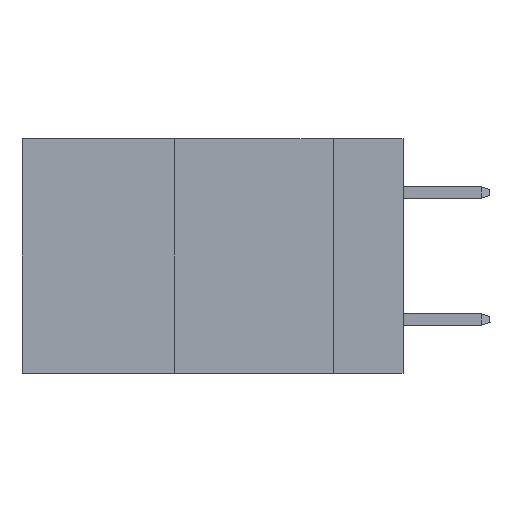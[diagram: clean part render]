
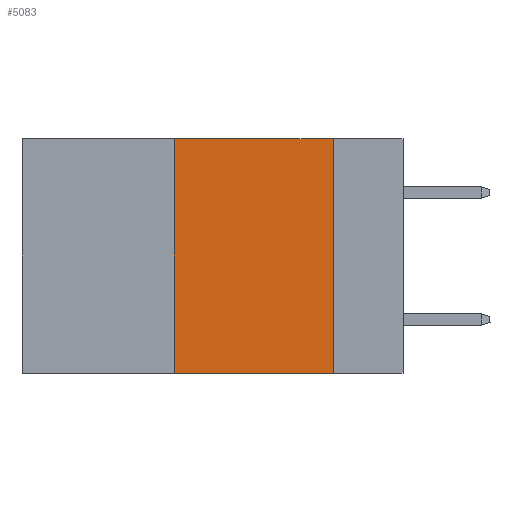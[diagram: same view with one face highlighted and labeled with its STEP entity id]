
A CAD part, left-side view. The second image highlights one B-rep face of the part: STEP entity #5083.
In plain terms, the highlighted planar face has unit normal (-1, 0, 0).
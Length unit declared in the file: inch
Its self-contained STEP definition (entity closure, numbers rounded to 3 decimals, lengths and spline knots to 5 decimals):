
#26 = CARTESIAN_POINT ( 'NONE',  ( 0., 0.11, 0. ) ) ;
#454 = DIRECTION ( 'NONE',  ( 0., 0., 1. ) ) ;
#842 = CARTESIAN_POINT ( 'NONE',  ( 0., 0.36, 0. ) ) ;
#2210 = ORIENTED_EDGE ( 'NONE', *, *, #5484, .F. ) ;
#2276 = CARTESIAN_POINT ( 'NONE',  ( 0., 0.11, 0. ) ) ;
#3209 = DIRECTION ( 'NONE',  ( 0., -1., 0. ) ) ;
#3405 = VECTOR ( 'NONE', #3209, 39.37008 ) ;
#3715 = LINE ( 'NONE', #26, #3734 ) ;
#3734 = VECTOR ( 'NONE', #8506, 39.37008 ) ;
#3865 = CARTESIAN_POINT ( 'NONE',  ( 0., 0.6, 0. ) ) ;
#4078 = EDGE_CURVE ( 'NONE', #14397, #13377, #9083, .T. ) ;
#4908 = EDGE_CURVE ( 'NONE', #14397, #11820, #9943, .T. ) ;
#5045 = LINE ( 'NONE', #3865, #6441 ) ;
#5083 = ADVANCED_FACE ( 'NONE', ( #10943 ), #8359, .F. ) ;
#5484 = EDGE_CURVE ( 'NONE', #10074, #13377, #3715, .T. ) ;
#6441 = VECTOR ( 'NONE', #8816, 39.37008 ) ;
#6670 = CARTESIAN_POINT ( 'NONE',  ( 0., 0.36, -0.37 ) ) ;
#7188 = CARTESIAN_POINT ( 'NONE',  ( 0., 0.6, 0. ) ) ;
#7364 = VECTOR ( 'NONE', #454, 39.37008 ) ;
#8359 = PLANE ( 'NONE',  #14903 ) ;
#8427 = EDGE_CURVE ( 'NONE', #11820, #10074, #5045, .T. ) ;
#8506 = DIRECTION ( 'NONE',  ( 0., 0., -1. ) ) ;
#8816 = DIRECTION ( 'NONE',  ( 0., -1., 0. ) ) ;
#9083 = LINE ( 'NONE', #15304, #3405 ) ;
#9943 = LINE ( 'NONE', #11193, #7364 ) ;
#10074 = VERTEX_POINT ( 'NONE', #2276 ) ;
#10943 = FACE_OUTER_BOUND ( 'NONE', #11253, .T. ) ;
#10997 = ORIENTED_EDGE ( 'NONE', *, *, #8427, .F. ) ;
#11193 = CARTESIAN_POINT ( 'NONE',  ( 0., 0.36, 0. ) ) ;
#11253 = EDGE_LOOP ( 'NONE', ( #2210, #10997, #13757, #11948 ) ) ;
#11820 = VERTEX_POINT ( 'NONE', #842 ) ;
#11948 = ORIENTED_EDGE ( 'NONE', *, *, #4078, .T. ) ;
#12989 = DIRECTION ( 'NONE',  ( 1., 0., 0. ) ) ;
#13225 = DIRECTION ( 'NONE',  ( 0., 0., -1. ) ) ;
#13377 = VERTEX_POINT ( 'NONE', #15043 ) ;
#13757 = ORIENTED_EDGE ( 'NONE', *, *, #4908, .F. ) ;
#14397 = VERTEX_POINT ( 'NONE', #6670 ) ;
#14903 = AXIS2_PLACEMENT_3D ( 'NONE', #7188, #12989, #13225 ) ;
#15043 = CARTESIAN_POINT ( 'NONE',  ( 0., 0.11, -0.37 ) ) ;
#15304 = CARTESIAN_POINT ( 'NONE',  ( 0., 0.6, -0.37 ) ) ;
